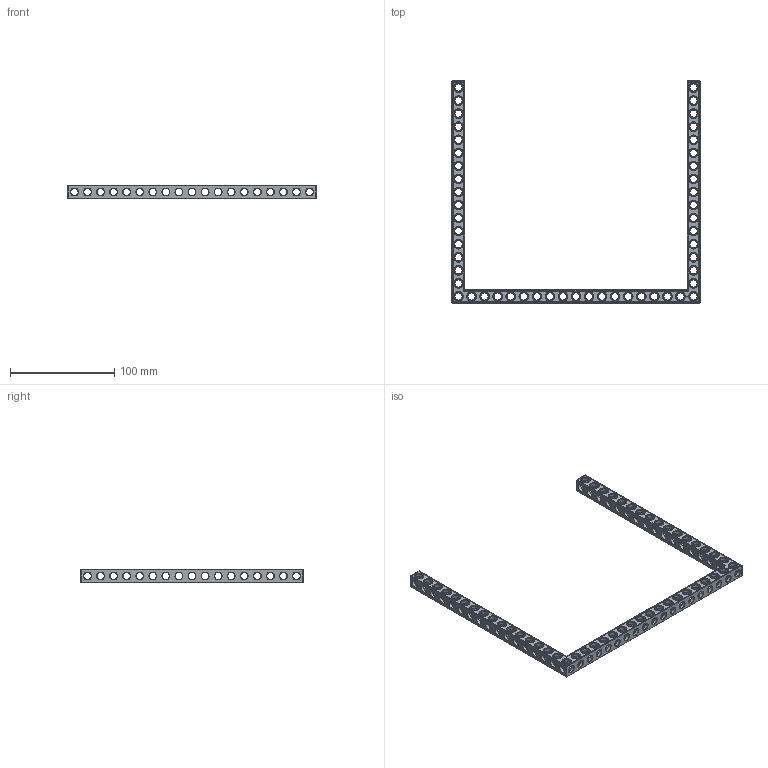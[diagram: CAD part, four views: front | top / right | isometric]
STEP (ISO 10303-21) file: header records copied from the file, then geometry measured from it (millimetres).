
FILE_DESCRIPTION(('FreeCAD Model'),'2;1');
FILE_NAME('Open CASCADE Shape Model','2022-03-06T23:35:52',('Author'),( ''),'Open CASCADE STEP processor 7.5','FreeCAD','Unknown');
FILE_SCHEMA(('AUTOMOTIVE_DESIGN { 1 0 10303 214 1 1 1 1 }'));
Products named in the file (1): Beam AGD ESS USH SYM BU19x17x01 - SPN-BEM-0628 (stemfie.org)
Bounding box: 237.5 x 212.5 x 12.5 mm (x, y, z)
Volume: 49831.9 mm3; surface area: 44425.9 mm2
Topology: 1 solids, 1 shells, 1120 faces, 3479 edges, 2243 vertices
Faces by surface type: plane 419, cylinder 307, cone 206, extrusion 188
Full cylindrical faces by diameter (mm): 6.98 x36, 7 x220, 9.2 x51
Entity records: 255615 total; most frequent: CARTESIAN_POINT 191239, DIRECTION 10365, ORIENTED_EDGE 6958, PCURVE 6958, DEFINITIONAL_REPRESENTATION 6958, VECTOR 6092, LINE 5904, EDGE_CURVE 3479
